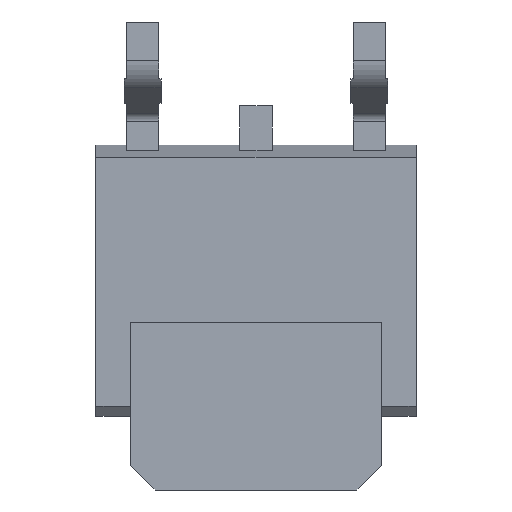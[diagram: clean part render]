
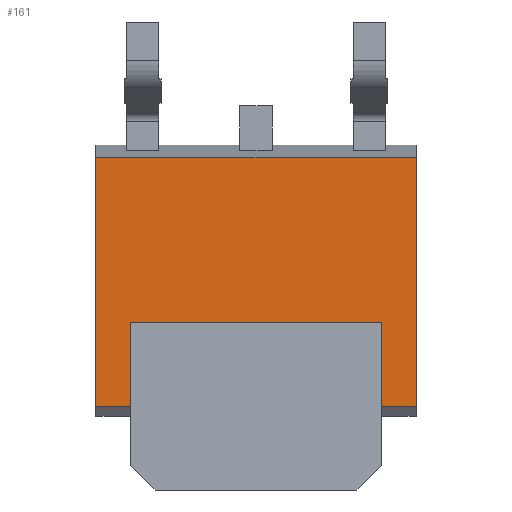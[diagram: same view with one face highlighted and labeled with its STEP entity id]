
A CAD part, front view. The second image highlights one B-rep face of the part: STEP entity #161.
In plain terms, the highlighted planar face has unit normal (0, -1, 0).
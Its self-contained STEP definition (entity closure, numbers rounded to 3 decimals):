
#35 = EDGE_CURVE ( 'NONE', #2382, #2256, #482, .T. ) ;
#140 = LINE ( 'NONE', #1649, #1409 ) ;
#161 = ADVANCED_FACE ( 'NONE', ( #1620 ), #1644, .T. ) ;
#222 = ORIENTED_EDGE ( 'NONE', *, *, #2346, .F. ) ;
#224 = ORIENTED_EDGE ( 'NONE', *, *, #1047, .F. ) ;
#254 = EDGE_CURVE ( 'NONE', #905, #1103, #426, .T. ) ;
#293 = DIRECTION ( 'NONE',  ( 0., 0., -1. ) ) ;
#301 = CARTESIAN_POINT ( 'NONE',  ( -2.55, -1.15, -0.85 ) ) ;
#314 = DIRECTION ( 'NONE',  ( 0., 0., 1. ) ) ;
#320 = AXIS2_PLACEMENT_3D ( 'NONE', #939, #673, #1520 ) ;
#426 = LINE ( 'NONE', #1395, #898 ) ;
#482 = LINE ( 'NONE', #2434, #2835 ) ;
#530 = CARTESIAN_POINT ( 'NONE',  ( -2.55, -1.15, -2.55 ) ) ;
#577 = VECTOR ( 'NONE', #1805, 1000. ) ;
#622 = CARTESIAN_POINT ( 'NONE',  ( 3.25, -1.15, -2.55 ) ) ;
#673 = DIRECTION ( 'NONE',  ( 0., -1., 0. ) ) ;
#898 = VECTOR ( 'NONE', #2609, 1000. ) ;
#905 = VERTEX_POINT ( 'NONE', #1048 ) ;
#939 = CARTESIAN_POINT ( 'NONE',  ( 0., -1.15, 0. ) ) ;
#974 = EDGE_CURVE ( 'NONE', #1917, #2382, #1073, .T. ) ;
#1024 = ORIENTED_EDGE ( 'NONE', *, *, #254, .T. ) ;
#1047 = EDGE_CURVE ( 'NONE', #1961, #2413, #1380, .T. ) ;
#1048 = CARTESIAN_POINT ( 'NONE',  ( 2.55, -1.15, -2.55 ) ) ;
#1073 = LINE ( 'NONE', #1354, #2028 ) ;
#1098 = DIRECTION ( 'NONE',  ( 1., 0., 0. ) ) ;
#1103 = VERTEX_POINT ( 'NONE', #622 ) ;
#1174 = ORIENTED_EDGE ( 'NONE', *, *, #974, .F. ) ;
#1183 = VERTEX_POINT ( 'NONE', #2658 ) ;
#1339 = VECTOR ( 'NONE', #293, 1000. ) ;
#1354 = CARTESIAN_POINT ( 'NONE',  ( -3.25, -1.15, -2.75 ) ) ;
#1380 = LINE ( 'NONE', #301, #1339 ) ;
#1395 = CARTESIAN_POINT ( 'NONE',  ( -3.25, -1.15, -2.55 ) ) ;
#1409 = VECTOR ( 'NONE', #2753, 1000. ) ;
#1459 = CARTESIAN_POINT ( 'NONE',  ( 2.55, -1.15, -0.85 ) ) ;
#1487 = VECTOR ( 'NONE', #1914, 1000. ) ;
#1520 = DIRECTION ( 'NONE',  ( 0., 0., -1. ) ) ;
#1577 = VECTOR ( 'NONE', #2988, 1000. ) ;
#1589 = EDGE_LOOP ( 'NONE', ( #224, #222, #1956, #1024, #2037, #1714, #1174, #2338 ) ) ;
#1620 = FACE_OUTER_BOUND ( 'NONE', #1589, .T. ) ;
#1644 = PLANE ( 'NONE',  #320 ) ;
#1649 = CARTESIAN_POINT ( 'NONE',  ( -3.25, -1.15, -2.55 ) ) ;
#1714 = ORIENTED_EDGE ( 'NONE', *, *, #35, .F. ) ;
#1753 = EDGE_CURVE ( 'NONE', #905, #1183, #2568, .T. ) ;
#1805 = DIRECTION ( 'NONE',  ( -1., 0., 0. ) ) ;
#1914 = DIRECTION ( 'NONE',  ( 0., 0., -1. ) ) ;
#1917 = VERTEX_POINT ( 'NONE', #2530 ) ;
#1938 = CARTESIAN_POINT ( 'NONE',  ( -2.55, -1.15, -0.85 ) ) ;
#1956 = ORIENTED_EDGE ( 'NONE', *, *, #1753, .F. ) ;
#1961 = VERTEX_POINT ( 'NONE', #1938 ) ;
#2028 = VECTOR ( 'NONE', #314, 1000. ) ;
#2037 = ORIENTED_EDGE ( 'NONE', *, *, #2887, .F. ) ;
#2128 = CARTESIAN_POINT ( 'NONE',  ( 3.25, -1.15, 2.5 ) ) ;
#2135 = LINE ( 'NONE', #2179, #1487 ) ;
#2179 = CARTESIAN_POINT ( 'NONE',  ( 3.25, -1.15, -2.75 ) ) ;
#2256 = VERTEX_POINT ( 'NONE', #2128 ) ;
#2338 = ORIENTED_EDGE ( 'NONE', *, *, #2500, .T. ) ;
#2346 = EDGE_CURVE ( 'NONE', #1183, #1961, #2771, .T. ) ;
#2364 = CARTESIAN_POINT ( 'NONE',  ( -3.25, -1.15, 2.5 ) ) ;
#2382 = VERTEX_POINT ( 'NONE', #2364 ) ;
#2413 = VERTEX_POINT ( 'NONE', #530 ) ;
#2434 = CARTESIAN_POINT ( 'NONE',  ( -3.25, -1.15, 2.5 ) ) ;
#2500 = EDGE_CURVE ( 'NONE', #1917, #2413, #140, .T. ) ;
#2530 = CARTESIAN_POINT ( 'NONE',  ( -3.25, -1.15, -2.55 ) ) ;
#2568 = LINE ( 'NONE', #1459, #1577 ) ;
#2609 = DIRECTION ( 'NONE',  ( 1., 0., 0. ) ) ;
#2658 = CARTESIAN_POINT ( 'NONE',  ( 2.55, -1.15, -0.85 ) ) ;
#2753 = DIRECTION ( 'NONE',  ( 1., 0., 0. ) ) ;
#2771 = LINE ( 'NONE', #3091, #577 ) ;
#2835 = VECTOR ( 'NONE', #1098, 1000. ) ;
#2887 = EDGE_CURVE ( 'NONE', #2256, #1103, #2135, .T. ) ;
#2988 = DIRECTION ( 'NONE',  ( 0., 0., 1. ) ) ;
#3091 = CARTESIAN_POINT ( 'NONE',  ( -2.55, -1.15, -0.85 ) ) ;
